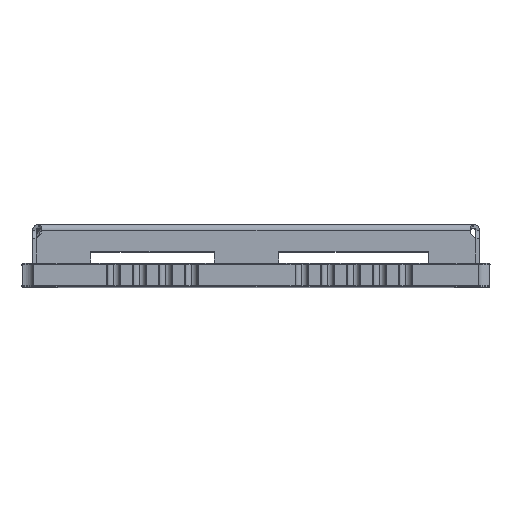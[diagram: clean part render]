
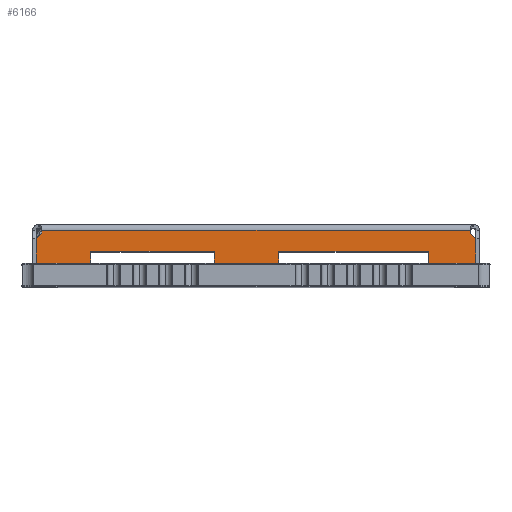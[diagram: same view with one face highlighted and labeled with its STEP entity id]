
A CAD part, top view. The second image highlights one B-rep face of the part: STEP entity #6166.
In plain terms, the highlighted planar face has unit normal (0, 0, 1).
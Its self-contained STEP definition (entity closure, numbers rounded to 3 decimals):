
#1 = LINE ( 'NONE', #26692, #15252 ) ;
#20 = DIRECTION ( 'NONE',  ( 0., -1., 0. ) ) ;
#579 = EDGE_CURVE ( 'NONE', #9689, #33793, #14524, .T. ) ;
#700 = EDGE_CURVE ( 'NONE', #37181, #24515, #24868, .T. ) ;
#973 = VECTOR ( 'NONE', #13379, 1000. ) ;
#1165 = CARTESIAN_POINT ( 'NONE',  ( 9.35, 2.054, 11.35 ) ) ;
#1394 = ORIENTED_EDGE ( 'NONE', *, *, #3525, .T. ) ;
#2292 = VECTOR ( 'NONE', #14844, 1000. ) ;
#2790 = DIRECTION ( 'NONE',  ( -1., 0., 0. ) ) ;
#3213 = ORIENTED_EDGE ( 'NONE', *, *, #579, .T. ) ;
#3525 = EDGE_CURVE ( 'NONE', #36896, #13483, #37274, .T. ) ;
#3776 = VERTEX_POINT ( 'NONE', #4828 ) ;
#4750 = AXIS2_PLACEMENT_3D ( 'NONE', #21028, #6927, #32748 ) ;
#4828 = CARTESIAN_POINT ( 'NONE',  ( -1.765, 1.508, 11.35 ) ) ;
#5026 = FACE_OUTER_BOUND ( 'NONE', #28472, .T. ) ;
#5227 = DIRECTION ( 'NONE',  ( 1., 0., 0. ) ) ;
#5608 = VECTOR ( 'NONE', #34356, 1000. ) ;
#5839 = CIRCLE ( 'NONE', #4750, 0.4 ) ;
#6166 = ADVANCED_FACE ( 'NONE', ( #5026 ), #6959, .T. ) ;
#6834 = AXIS2_PLACEMENT_3D ( 'NONE', #29779, #12506, #26616 ) ;
#6927 = DIRECTION ( 'NONE',  ( 0., 0., -1. ) ) ;
#6959 = PLANE ( 'NONE',  #22940 ) ;
#7232 = EDGE_CURVE ( 'NONE', #19678, #33480, #1, .T. ) ;
#7267 = EDGE_CURVE ( 'NONE', #25858, #28207, #32397, .T. ) ;
#7505 = VERTEX_POINT ( 'NONE', #36405 ) ;
#7582 = CARTESIAN_POINT ( 'NONE',  ( 0.965, 1., 11.35 ) ) ;
#8422 = CARTESIAN_POINT ( 'NONE',  ( -7.035, 1.508, 11.35 ) ) ;
#8945 = DIRECTION ( 'NONE',  ( 0., 1., 0. ) ) ;
#8987 = CARTESIAN_POINT ( 'NONE',  ( -9.35, 1., 11.35 ) ) ;
#9177 = CARTESIAN_POINT ( 'NONE',  ( 7.335, 1.508, 11.35 ) ) ;
#9689 = VERTEX_POINT ( 'NONE', #34007 ) ;
#9865 = CARTESIAN_POINT ( 'NONE',  ( 9.5, 2.425, 11.35 ) ) ;
#10049 = CARTESIAN_POINT ( 'NONE',  ( -9.35, 2.054, 11.35 ) ) ;
#10241 = VERTEX_POINT ( 'NONE', #16723 ) ;
#10404 = ORIENTED_EDGE ( 'NONE', *, *, #7232, .T. ) ;
#10752 = CARTESIAN_POINT ( 'NONE',  ( 9.35, 2.054, 11.35 ) ) ;
#12213 = LINE ( 'NONE', #17272, #23480 ) ;
#12276 = CARTESIAN_POINT ( 'NONE',  ( -7.035, 1.508, 11.35 ) ) ;
#12506 = DIRECTION ( 'NONE',  ( 0., 0., -1. ) ) ;
#13119 = CARTESIAN_POINT ( 'NONE',  ( 9.101, 2.4, 11.35 ) ) ;
#13150 = VECTOR ( 'NONE', #21197, 1000. ) ;
#13379 = DIRECTION ( 'NONE',  ( 1., 0., 0. ) ) ;
#13483 = VERTEX_POINT ( 'NONE', #10049 ) ;
#13707 = CARTESIAN_POINT ( 'NONE',  ( -9.35, 1., 11.35 ) ) ;
#13997 = CARTESIAN_POINT ( 'NONE',  ( 9.5, 2.4, 11.35 ) ) ;
#14069 = VECTOR ( 'NONE', #2790, 1000. ) ;
#14524 = LINE ( 'NONE', #1165, #20812 ) ;
#14723 = DIRECTION ( 'NONE',  ( 1., 0., 0. ) ) ;
#14844 = DIRECTION ( 'NONE',  ( 0., -1., 0. ) ) ;
#14887 = EDGE_CURVE ( 'NONE', #10241, #9689, #32740, .T. ) ;
#14889 = DIRECTION ( 'NONE',  ( 1., 0., 0. ) ) ;
#15252 = VECTOR ( 'NONE', #8945, 1000. ) ;
#16723 = CARTESIAN_POINT ( 'NONE',  ( 7.335, 1., 11.35 ) ) ;
#16991 = VECTOR ( 'NONE', #5227, 1000. ) ;
#17080 = CARTESIAN_POINT ( 'NONE',  ( -1.765, 1., 11.35 ) ) ;
#17234 = EDGE_CURVE ( 'NONE', #13483, #7505, #19952, .T. ) ;
#17272 = CARTESIAN_POINT ( 'NONE',  ( -1.765, 1.508, 11.35 ) ) ;
#17290 = ORIENTED_EDGE ( 'NONE', *, *, #21117, .T. ) ;
#17758 = EDGE_CURVE ( 'NONE', #3776, #25858, #12213, .T. ) ;
#17877 = EDGE_CURVE ( 'NONE', #24515, #10241, #32932, .T. ) ;
#17890 = ORIENTED_EDGE ( 'NONE', *, *, #27934, .T. ) ;
#19043 = VECTOR ( 'NONE', #28066, 1000. ) ;
#19358 = VERTEX_POINT ( 'NONE', #13119 ) ;
#19678 = VERTEX_POINT ( 'NONE', #33807 ) ;
#19952 = LINE ( 'NONE', #13707, #19043 ) ;
#20686 = ORIENTED_EDGE ( 'NONE', *, *, #7267, .T. ) ;
#20724 = ORIENTED_EDGE ( 'NONE', *, *, #17758, .T. ) ;
#20812 = VECTOR ( 'NONE', #24214, 1000. ) ;
#21028 = CARTESIAN_POINT ( 'NONE',  ( 9.5, 2.425, 11.35 ) ) ;
#21117 = EDGE_CURVE ( 'NONE', #19358, #36896, #28498, .T. ) ;
#21197 = DIRECTION ( 'NONE',  ( 0., 1., 0. ) ) ;
#22933 = VECTOR ( 'NONE', #14723, 1000. ) ;
#22940 = AXIS2_PLACEMENT_3D ( 'NONE', #9865, #30003, #36314 ) ;
#23086 = CARTESIAN_POINT ( 'NONE',  ( 7.335, 1.508, 11.35 ) ) ;
#23480 = VECTOR ( 'NONE', #20, 1000. ) ;
#24056 = LINE ( 'NONE', #8422, #5608 ) ;
#24214 = DIRECTION ( 'NONE',  ( 0., 1., 0. ) ) ;
#24354 = CARTESIAN_POINT ( 'NONE',  ( -9.101, 2.4, 11.35 ) ) ;
#24515 = VERTEX_POINT ( 'NONE', #23086 ) ;
#24549 = ORIENTED_EDGE ( 'NONE', *, *, #14887, .T. ) ;
#24582 = ORIENTED_EDGE ( 'NONE', *, *, #17234, .T. ) ;
#24868 = LINE ( 'NONE', #36323, #973 ) ;
#25094 = CARTESIAN_POINT ( 'NONE',  ( 0.965, 1.508, 11.35 ) ) ;
#25121 = CARTESIAN_POINT ( 'NONE',  ( 7.335, 1., 11.35 ) ) ;
#25858 = VERTEX_POINT ( 'NONE', #17080 ) ;
#26136 = EDGE_CURVE ( 'NONE', #28207, #37181, #36145, .T. ) ;
#26330 = ORIENTED_EDGE ( 'NONE', *, *, #26136, .T. ) ;
#26580 = ORIENTED_EDGE ( 'NONE', *, *, #17877, .T. ) ;
#26616 = DIRECTION ( 'NONE',  ( 0., -1., 0. ) ) ;
#26692 = CARTESIAN_POINT ( 'NONE',  ( -7.035, 1.508, 11.35 ) ) ;
#27430 = LINE ( 'NONE', #8987, #31469 ) ;
#27934 = EDGE_CURVE ( 'NONE', #7505, #19678, #27430, .T. ) ;
#28066 = DIRECTION ( 'NONE',  ( 0., -1., 0. ) ) ;
#28207 = VERTEX_POINT ( 'NONE', #7582 ) ;
#28472 = EDGE_LOOP ( 'NONE', ( #29268, #17290, #1394, #24582, #17890, #10404, #28657, #20724, #20686, #26330, #29402, #26580, #24549, #3213 ) ) ;
#28498 = LINE ( 'NONE', #13997, #14069 ) ;
#28657 = ORIENTED_EDGE ( 'NONE', *, *, #35650, .T. ) ;
#29268 = ORIENTED_EDGE ( 'NONE', *, *, #32539, .T. ) ;
#29402 = ORIENTED_EDGE ( 'NONE', *, *, #700, .T. ) ;
#29643 = CARTESIAN_POINT ( 'NONE',  ( 0.965, 1.508, 11.35 ) ) ;
#29779 = CARTESIAN_POINT ( 'NONE',  ( -9.5, 2.425, 11.35 ) ) ;
#30003 = DIRECTION ( 'NONE',  ( 0., 0., 1. ) ) ;
#31469 = VECTOR ( 'NONE', #14889, 1000. ) ;
#31999 = CARTESIAN_POINT ( 'NONE',  ( -1.765, 1., 11.35 ) ) ;
#32397 = LINE ( 'NONE', #31999, #22933 ) ;
#32539 = EDGE_CURVE ( 'NONE', #33793, #19358, #5839, .T. ) ;
#32740 = LINE ( 'NONE', #25121, #16991 ) ;
#32748 = DIRECTION ( 'NONE',  ( 0., -1., 0. ) ) ;
#32932 = LINE ( 'NONE', #9177, #2292 ) ;
#33480 = VERTEX_POINT ( 'NONE', #12276 ) ;
#33793 = VERTEX_POINT ( 'NONE', #10752 ) ;
#33807 = CARTESIAN_POINT ( 'NONE',  ( -7.035, 1., 11.35 ) ) ;
#34007 = CARTESIAN_POINT ( 'NONE',  ( 9.35, 1., 11.35 ) ) ;
#34356 = DIRECTION ( 'NONE',  ( 1., 0., 0. ) ) ;
#35650 = EDGE_CURVE ( 'NONE', #33480, #3776, #24056, .T. ) ;
#36145 = LINE ( 'NONE', #29643, #13150 ) ;
#36314 = DIRECTION ( 'NONE',  ( 0., -1., 0. ) ) ;
#36323 = CARTESIAN_POINT ( 'NONE',  ( 0.965, 1.508, 11.35 ) ) ;
#36405 = CARTESIAN_POINT ( 'NONE',  ( -9.35, 1., 11.35 ) ) ;
#36896 = VERTEX_POINT ( 'NONE', #24354 ) ;
#37181 = VERTEX_POINT ( 'NONE', #25094 ) ;
#37274 = CIRCLE ( 'NONE', #6834, 0.4 ) ;
